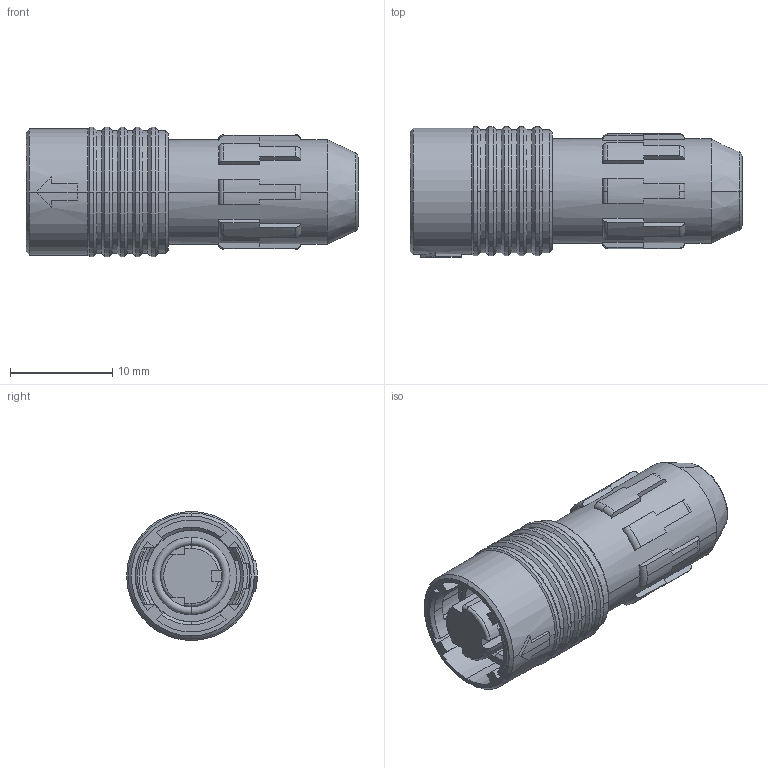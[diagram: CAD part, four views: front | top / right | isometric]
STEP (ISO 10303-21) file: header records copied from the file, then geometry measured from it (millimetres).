
FILE_DESCRIPTION(('CoCreate Modeling STEP Export'),'2;1');
FILE_NAME('HR30-6P-3S.stp','2009-09-04T14:34:10',(''),(''),'CoCreate Modeling STEP processor for AP214 (Solid Model)','CoCreate Modeling 16.00B 02-Dec-2008 (C) Parametric Technology GmbH','');
FILE_SCHEMA(('AUTOMOTIVE_DESIGN { 1 0 10303 214 1 1 1 1 }'));
Length unit declared in the file: millimetre
Products named in the file (2): HR30-6P-3S
Assembly tree (1 placements, depth 2):
  HR30-6P-3S
    HR30-6P-3S
Bounding box: 32.4 x 12.75 x 12.6 mm (x, y, z)
Volume: 2648.7 mm3; surface area: 2535.7 mm2
Topology: 1 solids, 3 shells, 292 faces, 822 edges, 540 vertices
Faces by surface type: plane 122, cylinder 91, cone 40, torus 39
Entity records: 11016 total; most frequent: CARTESIAN_POINT 4219, ORIENTED_EDGE 1652, DIRECTION 1166, EDGE_CURVE 822, VERTEX_POINT 540, AXIS2_PLACEMENT_3D 400, VECTOR 366, LINE 366
